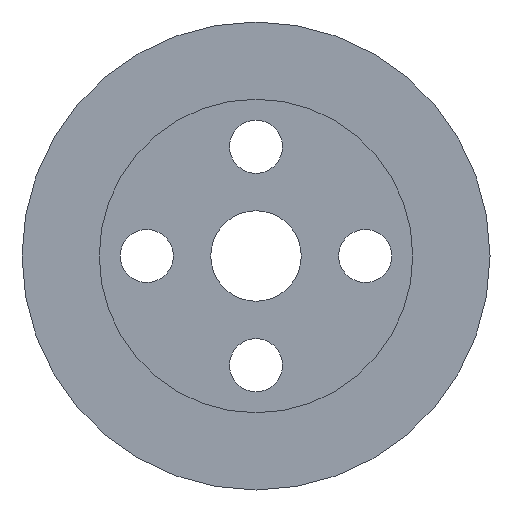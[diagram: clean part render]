
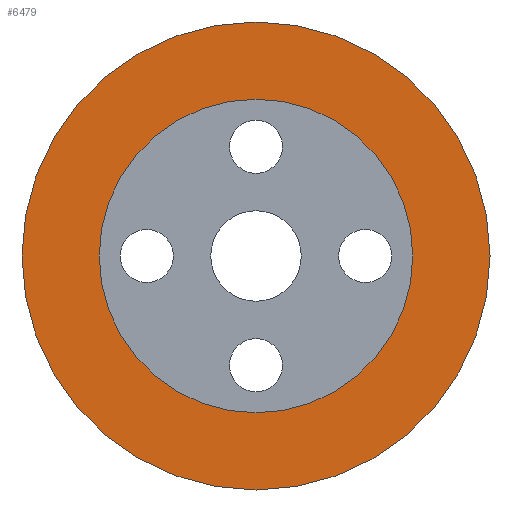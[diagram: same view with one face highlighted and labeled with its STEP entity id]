
A CAD part, front view. The second image highlights one B-rep face of the part: STEP entity #6479.
In plain terms, the highlighted planar face has unit normal (0, -1, 0).
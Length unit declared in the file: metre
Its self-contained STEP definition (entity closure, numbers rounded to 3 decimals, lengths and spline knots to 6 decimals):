
#24=PLANE('',#7497);
#687=CIRCLE('',#7496,0.015);
#688=CIRCLE('',#7498,0.01005);
#2658=ORIENTED_EDGE('',*,*,#3704,.T.);
#2659=ORIENTED_EDGE('',*,*,#3703,.F.);
#3703=EDGE_CURVE('',#4386,#4386,#687,.T.);
#3704=EDGE_CURVE('',#4387,#4387,#688,.T.);
#4386=VERTEX_POINT('',#11891);
#4387=VERTEX_POINT('',#11894);
#5396=EDGE_LOOP('',(#2658));
#5397=EDGE_LOOP('',(#2659));
#5772=FACE_BOUND('',#5396,.T.);
#5773=FACE_BOUND('',#5397,.T.);
#6479=ADVANCED_FACE('',(#5772,#5773),#24,.T.);
#7496=AXIS2_PLACEMENT_3D('',#11890,#9835,#9836);
#7497=AXIS2_PLACEMENT_3D('',#11892,#9837,#9838);
#7498=AXIS2_PLACEMENT_3D('',#11893,#9839,#9840);
#9835=DIRECTION('',(0.,1.,0.));
#9836=DIRECTION('',(0.,0.,1.));
#9837=DIRECTION('',(0.,-1.,0.));
#9838=DIRECTION('',(-1.,0.,0.));
#9839=DIRECTION('',(0.,1.,0.));
#9840=DIRECTION('',(0.,0.,1.));
#11890=CARTESIAN_POINT('',(0.,-0.0054,0.));
#11891=CARTESIAN_POINT('',(0.,-0.0054,0.015));
#11892=CARTESIAN_POINT('',(0.,-0.0054,0.));
#11893=CARTESIAN_POINT('',(0.,-0.0054,0.));
#11894=CARTESIAN_POINT('',(0.,-0.0054,0.01005));
